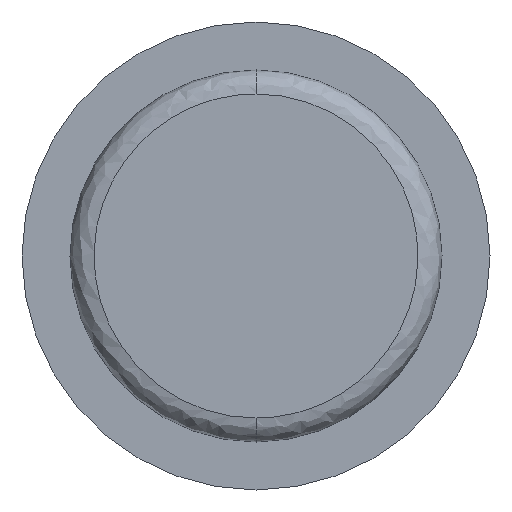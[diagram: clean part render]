
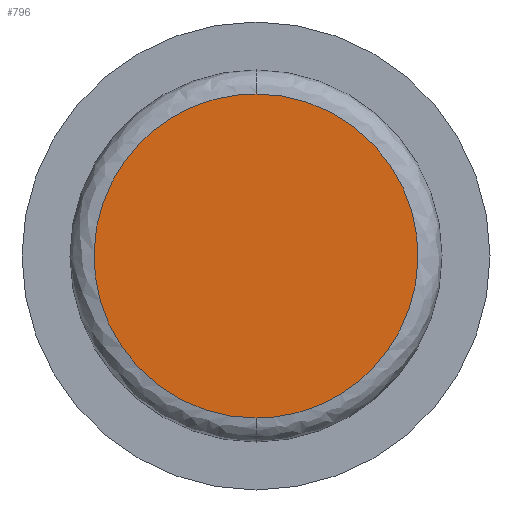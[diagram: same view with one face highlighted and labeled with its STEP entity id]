
A CAD part, front view. The second image highlights one B-rep face of the part: STEP entity #796.
In plain terms, the highlighted planar face has unit normal (0, -1, 0).
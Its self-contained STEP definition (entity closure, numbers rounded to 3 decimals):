
#16 = CARTESIAN_POINT ( 'NONE',  ( 0., -2., 13.5 ) ) ;
#42 = ORIENTED_EDGE ( 'NONE', *, *, #521, .F. ) ;
#54 = VERTEX_POINT ( 'NONE', #663 ) ;
#55 = EDGE_LOOP ( 'NONE', ( #42, #672 ) ) ;
#67 = CARTESIAN_POINT ( 'NONE',  ( 0., -2., -13.5 ) ) ;
#132 = CARTESIAN_POINT ( 'NONE',  ( -27., -2., -13.5 ) ) ;
#144 = CARTESIAN_POINT ( 'NONE',  ( -27., -2., 13.5 ) ) ;
#157 = CARTESIAN_POINT ( 'NONE',  ( 0., -2., 13.5 ) ) ;
#201 = EDGE_CURVE ( 'NONE', #599, #54, #789, .T. ) ;
#252 = CARTESIAN_POINT ( 'NONE',  ( -6.75, -2., 0. ) ) ;
#369 = CARTESIAN_POINT ( 'NONE',  ( 27., -2., 13.5 ) ) ;
#521 = EDGE_CURVE ( 'NONE', #54, #599, #524, .T. ) ;
#523 = AXIS2_PLACEMENT_3D ( 'NONE', #252, #713, #648 ) ;
#524 =( BOUNDED_CURVE ( )  B_SPLINE_CURVE ( 3, ( #67, #132, #144, #157 ),
 .UNSPECIFIED., .F., .T. ) 
 B_SPLINE_CURVE_WITH_KNOTS ( ( 4, 4 ),
 ( 0.75, 1.25 ),
 .UNSPECIFIED. ) 
 CURVE ( )  GEOMETRIC_REPRESENTATION_ITEM ( )  RATIONAL_B_SPLINE_CURVE ( ( 1., 0.333, 0.333, 1. ) ) 
 REPRESENTATION_ITEM ( '' )  );
#599 = VERTEX_POINT ( 'NONE', #16 ) ;
#644 = PLANE ( 'NONE',  #523 ) ;
#648 = DIRECTION ( 'NONE',  ( 0., 0., -1. ) ) ;
#663 = CARTESIAN_POINT ( 'NONE',  ( 0., -2., -13.5 ) ) ;
#672 = ORIENTED_EDGE ( 'NONE', *, *, #201, .F. ) ;
#680 = FACE_OUTER_BOUND ( 'NONE', #55, .T. ) ;
#713 = DIRECTION ( 'NONE',  ( 0., -1., 0. ) ) ;
#763 = CARTESIAN_POINT ( 'NONE',  ( 0., -2., 13.5 ) ) ;
#789 =( BOUNDED_CURVE ( )  B_SPLINE_CURVE ( 3, ( #763, #369, #828, #833 ),
 .UNSPECIFIED., .F., .F. ) 
 B_SPLINE_CURVE_WITH_KNOTS ( ( 4, 4 ),
 ( 0.25, 0.75 ),
 .UNSPECIFIED. ) 
 CURVE ( )  GEOMETRIC_REPRESENTATION_ITEM ( )  RATIONAL_B_SPLINE_CURVE ( ( 1., 0.333, 0.333, 1. ) ) 
 REPRESENTATION_ITEM ( '' )  );
#796 = ADVANCED_FACE ( 'NONE', ( #680 ), #644, .T. ) ;
#828 = CARTESIAN_POINT ( 'NONE',  ( 27., -2., -13.5 ) ) ;
#833 = CARTESIAN_POINT ( 'NONE',  ( 0., -2., -13.5 ) ) ;
